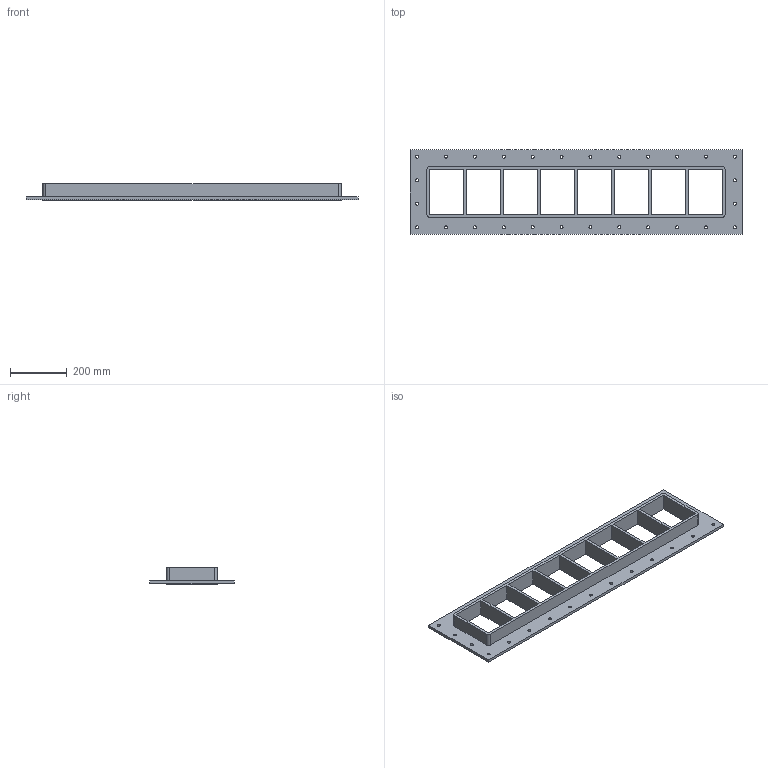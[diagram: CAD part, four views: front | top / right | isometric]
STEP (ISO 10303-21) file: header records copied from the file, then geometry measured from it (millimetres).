
FILE_DESCRIPTION((''),'2;1');
FILE_NAME('SFHM4X8.stp','2017-01-17T17:23:17',(''),(''),'Autodesk Inventor 2013','Autodesk Inventor 2013','');
FILE_SCHEMA(('AUTOMOTIVE_DESIGN { 1 0 10303 214 1 1 1 1 }'));
Length unit declared in the file: millimetre
Products named in the file (1): RTD-FRAME GENERATOR SF-LABB
Bounding box: 1174 x 299.5 x 60 mm (x, y, z)
Volume: 3721762.7 mm3; surface area: 820858.8 mm2
Topology: 1 solids, 1 shells, 84 faces, 268 edges, 188 vertices
Faces by surface type: plane 48, cylinder 36
Full cylindrical faces by diameter (mm): 10.5 x28
Entity records: 2786 total; most frequent: CARTESIAN_POINT 457, DIRECTION 454, ORIENTED_EDGE 424, EDGE_CURVE 212, EDGE_LOOP 186, VERTEX_POINT 160, AXIS2_PLACEMENT_3D 157, VECTOR 140
